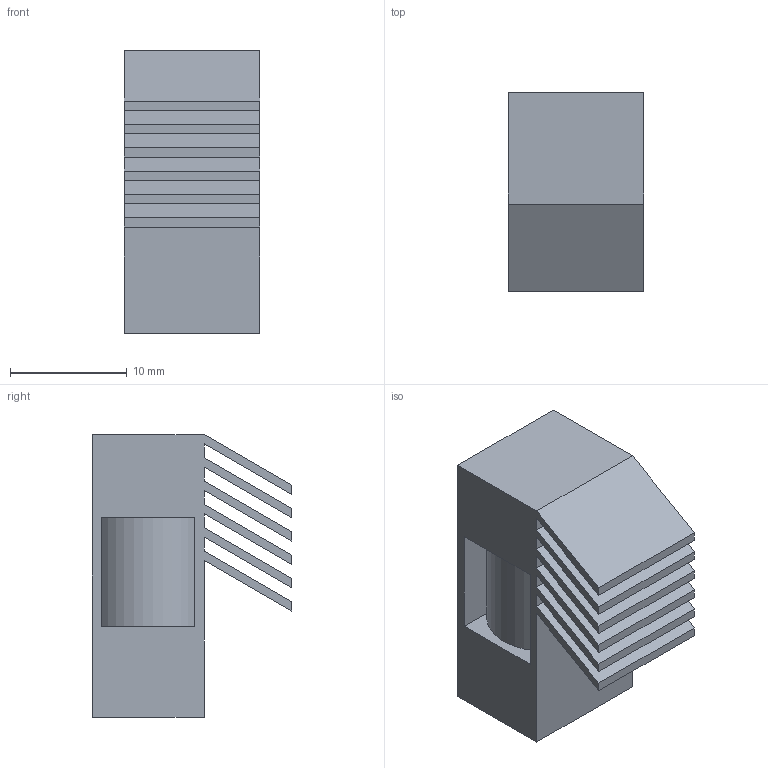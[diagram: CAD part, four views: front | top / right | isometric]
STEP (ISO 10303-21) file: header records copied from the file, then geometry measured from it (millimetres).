
FILE_DESCRIPTION(/* description */ (''),/* implementation_level */ '2;1');
FILE_NAME(/* name */ 'Vibro Leg v5.step',/* time_stamp */ '2016-07-01T21:08:15-07:00',/* author */ (''),/* organization */ (''),/* preprocessor_version */ 'ST-DEVELOPER v16.5',/* originating_system */ 'Autodesk Translation Framework v5.1.0.2740',/* authorisation */ '');
FILE_SCHEMA (('AUTOMOTIVE_DESIGN { 1 0 10303 214 3 1 1 }'));
Length unit declared in the file: centimetre
Products named in the file (2): Vibro Leg v5; Vibe Motor v4
Assembly tree (1 placements, depth 2):
  Vibro Leg v5
    Vibe Motor v4
Bounding box: 11.6 x 17.1 x 24.26 mm (x, y, z)
Volume: 2612.8 mm3; surface area: 3619.1 mm2
Topology: 2 solids, 2 shells, 81 faces, 208 edges, 137 vertices
Faces by surface type: plane 66, cylinder 15
Full cylindrical faces by diameter (mm): 1 x2, 1.2 x2, 4 x2, 5 x1, 8 x1
Entity records: 2498 total; most frequent: CARTESIAN_POINT 489, ORIENTED_EDGE 396, DIRECTION 394, EDGE_CURVE 196, LINE 162, VECTOR 162, VERTEX_POINT 133, AXIS2_PLACEMENT_3D 116
